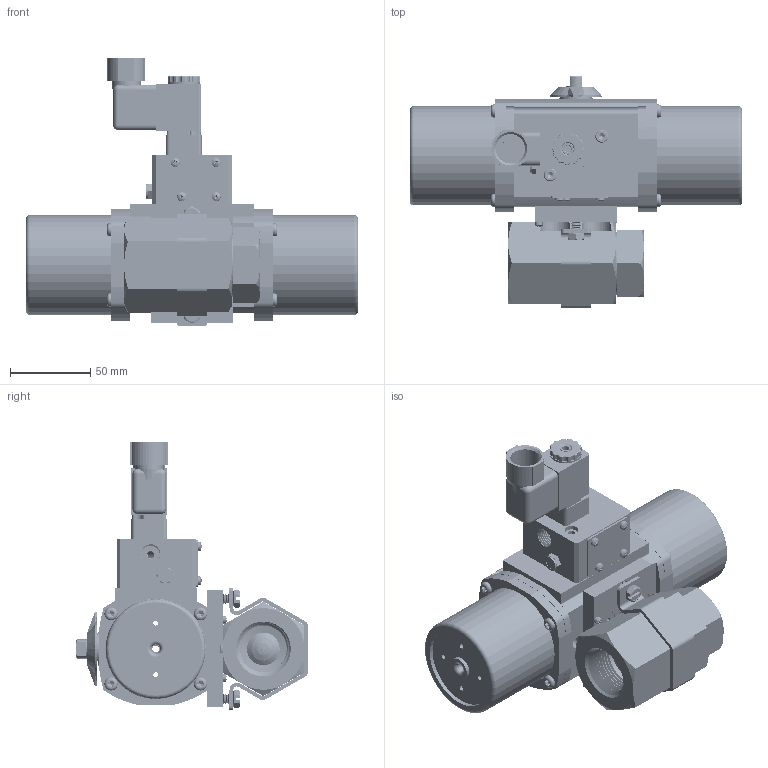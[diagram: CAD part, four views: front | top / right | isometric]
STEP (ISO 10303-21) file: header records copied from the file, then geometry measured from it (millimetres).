
FILE_DESCRIPTION (( 'STEP AP203' ), '1' );
FILE_NAME ('88XXNA512SR3GPDC.step', '2018-05-01T12:29:07', ( '' ), ( '' ), 'SwSTEP 2.0', 'SolidWorks 2017', '' );
FILE_SCHEMA (( 'CONFIG_CONTROL_DESIGN' ));
Length unit declared in the file: inch
Products named in the file (1): 88XXNA512SR3GPDC
Bounding box: 206.38 x 144.17 x 166.88 mm (x, y, z)
Volume: 640083.4 mm3; surface area: 267532.8 mm2
Topology: 61 solids, 61 shells, 4844 faces, 12634 edges, 7908 vertices
Faces by surface type: cylinder 2417, cone 1318, plane 783, torus 177, bspline 131, sphere 18
Entity records: 187823 total; most frequent: CARTESIAN_POINT 73649, ORIENTED_EDGE 24952, DIRECTION 23942, EDGE_CURVE 12476, AXIS2_PLACEMENT_3D 9605, VERTEX_POINT 7904, EDGE_LOOP 5202, CIRCLE 4891
